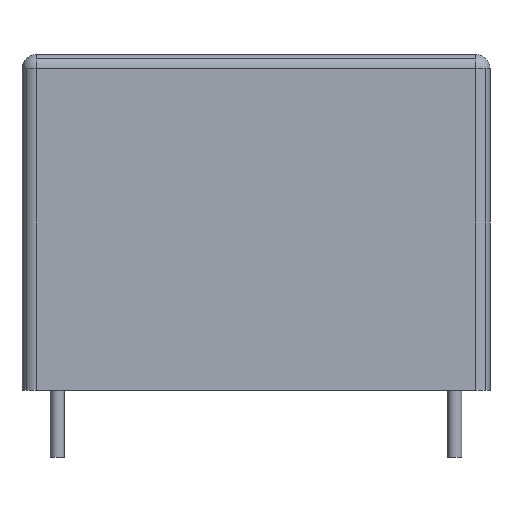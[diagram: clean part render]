
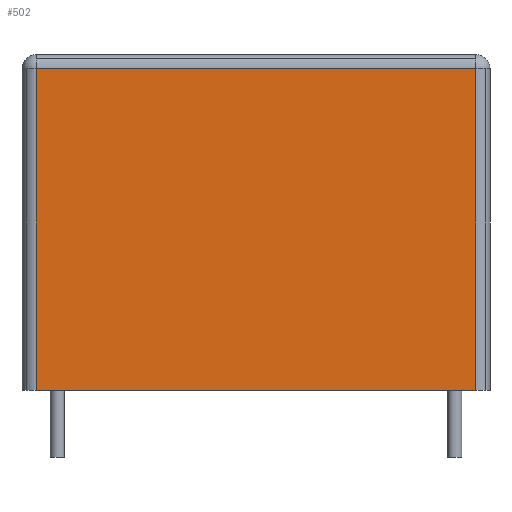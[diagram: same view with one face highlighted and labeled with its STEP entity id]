
A CAD part, front view. The second image highlights one B-rep face of the part: STEP entity #502.
In plain terms, the highlighted planar face has unit normal (0, -1, 0).
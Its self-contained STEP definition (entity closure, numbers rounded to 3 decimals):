
#282=CARTESIAN_POINT('',(-12.45,-5.25,0.0));
#283=VERTEX_POINT('',#282);
#291=CARTESIAN_POINT('',(-12.45,-5.25,18.2));
#292=VERTEX_POINT('',#291);
#293=CARTESIAN_POINT('',(-12.45,-5.25,0.0));
#294=DIRECTION('',(0.0,0.0,1.0));
#295=VECTOR('',#294,18.2);
#296=LINE('',#293,#295);
#297=EDGE_CURVE('',#283,#292,#296,.T.);
#432=CARTESIAN_POINT('',(12.45,-5.25,18.2));
#433=VERTEX_POINT('',#432);
#441=CARTESIAN_POINT('',(12.45,-5.25,0.0));
#442=VERTEX_POINT('',#441);
#443=CARTESIAN_POINT('',(12.45,-5.25,0.0));
#444=DIRECTION('',(0.0,0.0,1.0));
#445=VECTOR('',#444,18.2);
#446=LINE('',#443,#445);
#447=EDGE_CURVE('',#442,#433,#446,.T.);
#481=CARTESIAN_POINT('',(12.45,-5.25,0.0));
#482=DIRECTION('',(0.0,-1.0,0.0));
#483=DIRECTION('',(0.0,0.0,-1.0));
#484=AXIS2_PLACEMENT_3D('',#481,#482,#483);
#485=PLANE('',#484);
#486=CARTESIAN_POINT('',(-12.45,-5.25,18.2));
#487=DIRECTION('',(1.0,0.0,0.0));
#488=VECTOR('',#487,24.9);
#489=LINE('',#486,#488);
#490=EDGE_CURVE('',#292,#433,#489,.T.);
#491=ORIENTED_EDGE('',*,*,#490,.F.);
#492=ORIENTED_EDGE('',*,*,#297,.F.);
#493=CARTESIAN_POINT('',(12.45,-5.25,0.0));
#494=DIRECTION('',(-1.0,0.0,0.0));
#495=VECTOR('',#494,24.9);
#496=LINE('',#493,#495);
#497=EDGE_CURVE('',#442,#283,#496,.T.);
#498=ORIENTED_EDGE('',*,*,#497,.F.);
#499=ORIENTED_EDGE('',*,*,#447,.T.);
#500=EDGE_LOOP('',(#491,#492,#498,#499));
#501=FACE_OUTER_BOUND('',#500,.T.);
#502=ADVANCED_FACE('',(#501),#485,.T.);
